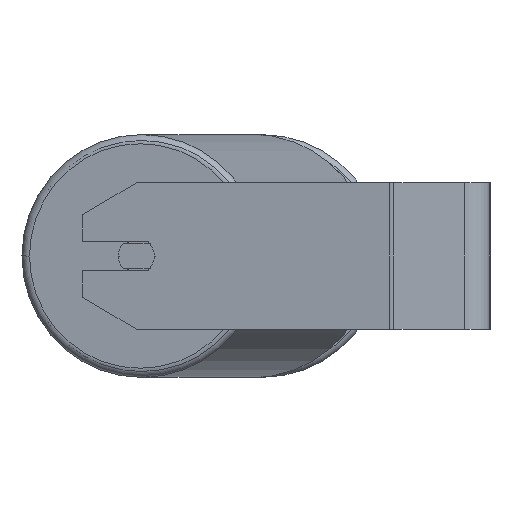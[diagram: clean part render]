
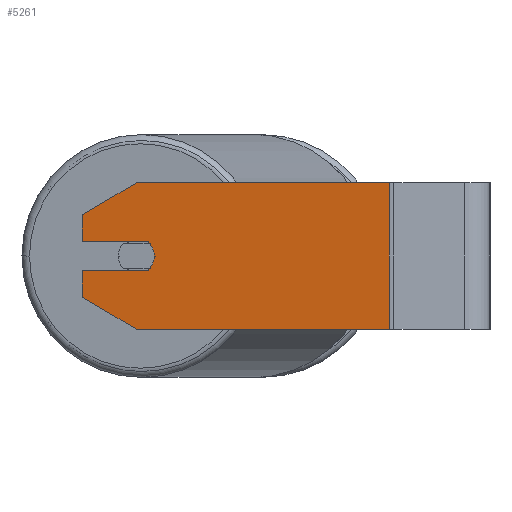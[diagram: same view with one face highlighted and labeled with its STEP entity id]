
A CAD part, left-side view. The second image highlights one B-rep face of the part: STEP entity #5261.
In plain terms, the highlighted planar face has unit normal (-0.985, 0.174, 0).
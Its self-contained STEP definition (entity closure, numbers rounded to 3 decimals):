
#100 = LINE ( 'NONE', #8328, #1047 ) ;
#427 = EDGE_CURVE ( 'NONE', #3912, #4360, #3438, .T. ) ;
#468 = DIRECTION ( 'NONE',  ( -0.174, -0.985, 0. ) ) ;
#499 = VECTOR ( 'NONE', #7240, 1000. ) ;
#686 = VERTEX_POINT ( 'NONE', #3792 ) ;
#699 = DIRECTION ( 'NONE',  ( 0., 0., -1. ) ) ;
#852 = DIRECTION ( 'NONE',  ( 0., 0., -1. ) ) ;
#969 = EDGE_CURVE ( 'NONE', #4455, #3550, #100, .T. ) ;
#1047 = VECTOR ( 'NONE', #7543, 1000. ) ;
#1077 = EDGE_CURVE ( 'NONE', #686, #4408, #4270, .T. ) ;
#1078 = DIRECTION ( 'NONE',  ( -0.985, 0.174, 0. ) ) ;
#1162 = DIRECTION ( 'NONE',  ( -0.985, 0.174, 0. ) ) ;
#1210 = DIRECTION ( 'NONE',  ( -0.174, -0.985, 0. ) ) ;
#1226 = LINE ( 'NONE', #5875, #2282 ) ;
#1273 = CARTESIAN_POINT ( 'NONE',  ( -604.787, 55.055, -40. ) ) ;
#1529 = ORIENTED_EDGE ( 'NONE', *, *, #5975, .T. ) ;
#1573 = CARTESIAN_POINT ( 'NONE',  ( -575.121, 223.301, -22.679 ) ) ;
#1819 = DIRECTION ( 'NONE',  ( -0.174, -0.985, 0. ) ) ;
#1857 = EDGE_CURVE ( 'NONE', #5805, #3912, #1226, .T. ) ;
#1916 = VERTEX_POINT ( 'NONE', #5114 ) ;
#1963 = CARTESIAN_POINT ( 'NONE',  ( -575.121, 223.301, 22.679 ) ) ;
#1973 = CARTESIAN_POINT ( 'NONE',  ( -581.372, 187.848, 8. ) ) ;
#2282 = VECTOR ( 'NONE', #468, 1000. ) ;
#2517 = EDGE_CURVE ( 'NONE', #3550, #4360, #2748, .T. ) ;
#2534 = EDGE_CURVE ( 'NONE', #8193, #686, #7272, .T. ) ;
#2567 = CARTESIAN_POINT ( 'NONE',  ( -581.372, 187.848, -8. ) ) ;
#2601 = AXIS2_PLACEMENT_3D ( 'NONE', #8223, #4158, #8349 ) ;
#2748 = LINE ( 'NONE', #7403, #7814 ) ;
#2867 = ORIENTED_EDGE ( 'NONE', *, *, #7023, .T. ) ;
#3023 = AXIS2_PLACEMENT_3D ( 'NONE', #7884, #1078, #1819 ) ;
#3041 = ORIENTED_EDGE ( 'NONE', *, *, #427, .F. ) ;
#3196 = ORIENTED_EDGE ( 'NONE', *, *, #1857, .F. ) ;
#3217 = VERTEX_POINT ( 'NONE', #8566 ) ;
#3236 = ORIENTED_EDGE ( 'NONE', *, *, #969, .T. ) ;
#3389 = CARTESIAN_POINT ( 'NONE',  ( -575.121, 223.301, 40. ) ) ;
#3438 = LINE ( 'NONE', #5304, #8637 ) ;
#3514 = EDGE_CURVE ( 'NONE', #4408, #3217, #6707, .T. ) ;
#3550 = VERTEX_POINT ( 'NONE', #4566 ) ;
#3792 = CARTESIAN_POINT ( 'NONE',  ( -581.372, 187.848, -8. ) ) ;
#3912 = VERTEX_POINT ( 'NONE', #5183 ) ;
#4083 = DIRECTION ( 'NONE',  ( -0.174, -0.985, 0. ) ) ;
#4103 = DIRECTION ( 'NONE',  ( 0.174, 0.985, 0. ) ) ;
#4158 = DIRECTION ( 'NONE',  ( 0.985, -0.174, 0. ) ) ;
#4217 = LINE ( 'NONE', #6921, #6881 ) ;
#4270 = CIRCLE ( 'NONE', #4979, 10. ) ;
#4360 = VERTEX_POINT ( 'NONE', #1273 ) ;
#4408 = VERTEX_POINT ( 'NONE', #8699 ) ;
#4455 = VERTEX_POINT ( 'NONE', #1573 ) ;
#4566 = CARTESIAN_POINT ( 'NONE',  ( -580.33, 193.757, -40. ) ) ;
#4979 = AXIS2_PLACEMENT_3D ( 'NONE', #6519, #1162, #7191 ) ;
#5093 = ORIENTED_EDGE ( 'NONE', *, *, #7048, .T. ) ;
#5114 = CARTESIAN_POINT ( 'NONE',  ( -575.121, 223.301, 22.679 ) ) ;
#5154 = VECTOR ( 'NONE', #4103, 1000. ) ;
#5183 = CARTESIAN_POINT ( 'NONE',  ( -604.787, 55.055, 40. ) ) ;
#5261 = ADVANCED_FACE ( 'NONE', ( #8059 ), #5582, .F. ) ;
#5304 = CARTESIAN_POINT ( 'NONE',  ( -604.787, 55.055, 40. ) ) ;
#5337 = LINE ( 'NONE', #1963, #499 ) ;
#5524 = EDGE_CURVE ( 'NONE', #3217, #7007, #7341, .T. ) ;
#5579 = EDGE_LOOP ( 'NONE', ( #5778, #5647, #5093, #3236, #6253, #3041, #3196, #1529, #2867, #5593, #7581 ) ) ;
#5582 = PLANE ( 'NONE',  #2601 ) ;
#5593 = ORIENTED_EDGE ( 'NONE', *, *, #5524, .F. ) ;
#5647 = ORIENTED_EDGE ( 'NONE', *, *, #2534, .F. ) ;
#5778 = ORIENTED_EDGE ( 'NONE', *, *, #1077, .F. ) ;
#5805 = VERTEX_POINT ( 'NONE', #8559 ) ;
#5875 = CARTESIAN_POINT ( 'NONE',  ( -575.121, 223.301, 40. ) ) ;
#5960 = CARTESIAN_POINT ( 'NONE',  ( -575.121, 223.301, 8. ) ) ;
#5975 = EDGE_CURVE ( 'NONE', #5805, #1916, #5337, .T. ) ;
#6124 = VECTOR ( 'NONE', #4083, 1000. ) ;
#6253 = ORIENTED_EDGE ( 'NONE', *, *, #2517, .T. ) ;
#6519 = CARTESIAN_POINT ( 'NONE',  ( -580.33, 193.757, 0. ) ) ;
#6707 = CIRCLE ( 'NONE', #3023, 10. ) ;
#6718 = LINE ( 'NONE', #3389, #7301 ) ;
#6881 = VECTOR ( 'NONE', #852, 1000. ) ;
#6921 = CARTESIAN_POINT ( 'NONE',  ( -575.121, 223.301, 40. ) ) ;
#7007 = VERTEX_POINT ( 'NONE', #5960 ) ;
#7023 = EDGE_CURVE ( 'NONE', #1916, #7007, #6718, .T. ) ;
#7048 = EDGE_CURVE ( 'NONE', #8193, #4455, #4217, .T. ) ;
#7191 = DIRECTION ( 'NONE',  ( -0.174, -0.985, 0. ) ) ;
#7240 = DIRECTION ( 'NONE',  ( 0.15, 0.853, -0.5 ) ) ;
#7272 = LINE ( 'NONE', #2567, #6124 ) ;
#7301 = VECTOR ( 'NONE', #699, 1000. ) ;
#7341 = LINE ( 'NONE', #1973, #5154 ) ;
#7403 = CARTESIAN_POINT ( 'NONE',  ( -575.121, 223.301, -40. ) ) ;
#7543 = DIRECTION ( 'NONE',  ( -0.15, -0.853, -0.5 ) ) ;
#7551 = CARTESIAN_POINT ( 'NONE',  ( -575.121, 223.301, -8. ) ) ;
#7581 = ORIENTED_EDGE ( 'NONE', *, *, #3514, .F. ) ;
#7814 = VECTOR ( 'NONE', #1210, 1000. ) ;
#7884 = CARTESIAN_POINT ( 'NONE',  ( -580.33, 193.757, 0. ) ) ;
#8059 = FACE_OUTER_BOUND ( 'NONE', #5579, .T. ) ;
#8171 = DIRECTION ( 'NONE',  ( 0., 0., -1. ) ) ;
#8193 = VERTEX_POINT ( 'NONE', #7551 ) ;
#8223 = CARTESIAN_POINT ( 'NONE',  ( -575.121, 223.301, 40. ) ) ;
#8328 = CARTESIAN_POINT ( 'NONE',  ( -580.33, 193.757, -40. ) ) ;
#8349 = DIRECTION ( 'NONE',  ( 0.174, 0.985, 0. ) ) ;
#8559 = CARTESIAN_POINT ( 'NONE',  ( -580.33, 193.757, 40. ) ) ;
#8566 = CARTESIAN_POINT ( 'NONE',  ( -581.372, 187.848, 8. ) ) ;
#8637 = VECTOR ( 'NONE', #8171, 1000. ) ;
#8699 = CARTESIAN_POINT ( 'NONE',  ( -582.067, 183.909, 0. ) ) ;
